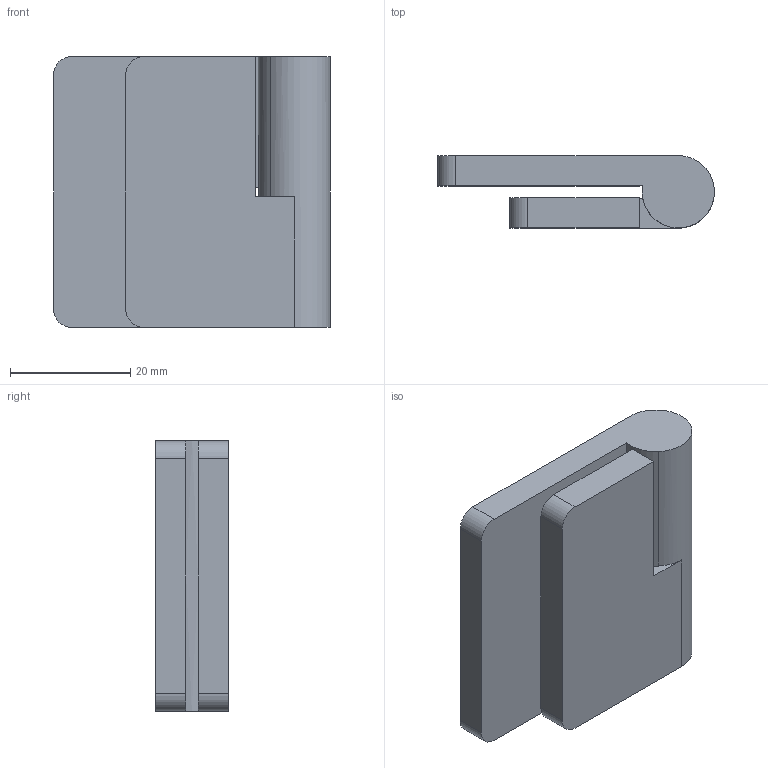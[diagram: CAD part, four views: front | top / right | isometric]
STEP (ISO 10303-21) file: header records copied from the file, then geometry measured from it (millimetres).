
FILE_DESCRIPTION(('STEP AP214'),'1');
FILE_NAME('cctmp_C3A526EC-2BDC-4EF0-94FC-40053A2903E9_2020_1_16_8_52_56_976..stp','2020-01-16T07:52:57',('Bosch Rexroth AG'),('CADClick - www.CADClick.com'),'Spatial InterOp 3D',' ','unknown authorization - (Healing Option Enabled)');
FILE_SCHEMA(('AUTOMOTIVE_DESIGN'));
Length unit declared in the file: millimetre
Products named in the file (1): 2020_01_16__08-52-56-974
Bounding box: 46 x 12 x 45 mm (x, y, z)
Volume: 17703.8 mm3; surface area: 8336 mm2
Topology: 1 solids, 4 shells, 38 faces, 90 edges, 60 vertices
Faces by surface type: plane 20, cylinder 18
Entity records: 1432 total; most frequent: DIRECTION 208, CARTESIAN_POINT 189, ORIENTED_EDGE 180, EDGE_CURVE 90, AXIS2_PLACEMENT_3D 79, VERTEX_POINT 60, LINE 50, VECTOR 50
